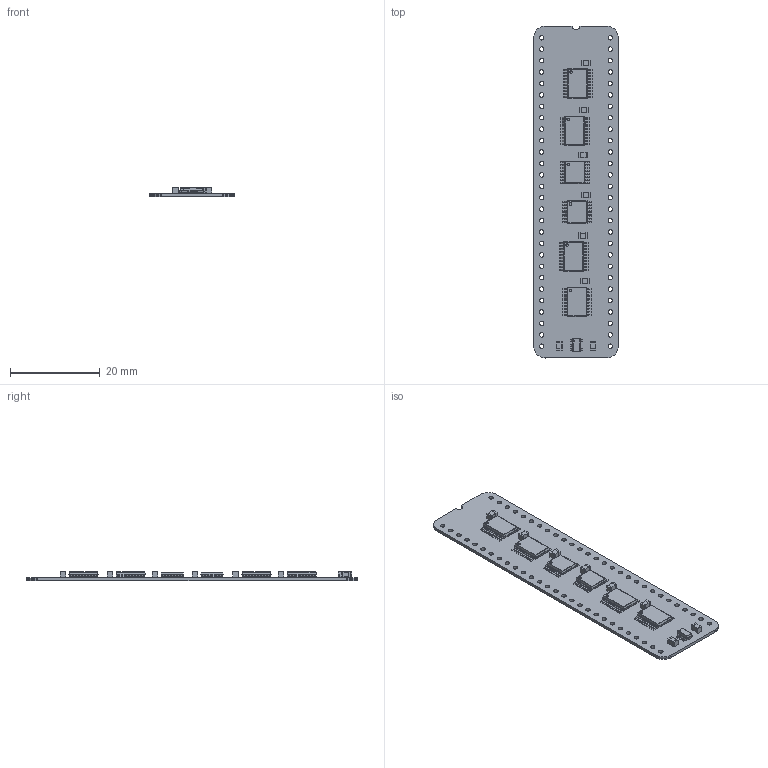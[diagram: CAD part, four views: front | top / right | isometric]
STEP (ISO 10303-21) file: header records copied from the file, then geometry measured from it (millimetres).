
FILE_DESCRIPTION(('KiCad electronic assembly'),'2;1');
FILE_NAME('Main Memory Select.step','2024-05-16T12:07:07',('Pcbnew'),( 'Kicad'),'Open CASCADE STEP processor 7.6','KiCad to STEP converter' ,'Unknown');
FILE_SCHEMA(('AUTOMOTIVE_DESIGN { 1 0 10303 214 1 1 1 1 }'));
Length unit declared in the file: millimetre
Products named in the file (10): Main Memory Select 1; C_0805_2012Metric; SOLID; MC74VHC139DR2G; COMPOUND; AP7365-33WG-7; 74VHCT573AFT; Main Memory Select PCB
Assembly tree (20 placements, depth 3):
  Main Memory Select 1
    C_0805_2012Metric  x8
      SOLID
    MC74VHC139DR2G  x2
      COMPOUND
    AP7365-33WG-7
      COMPOUND
    74VHCT573AFT  x4
      COMPOUND
    Main Memory Select PCB
Bounding box: 18.8 x 73.81 x 2.03 mm (x, y, z)
Volume: 1105.1 mm3; surface area: 3576.1 mm2
Topology: 133 solids, 133 shells, 2043 faces, 5150 edges, 3396 vertices
Faces by surface type: plane 1477, cylinder 566
Full cylindrical faces by diameter (mm): 0.2 x1, 0.55 x6, 1 x56
Entity records: 49946 total; most frequent: CARTESIAN_POINT 9792, DIRECTION 7527, LINE 4994, VECTOR 4994, ORIENTED_EDGE 3900, PCURVE 3900, DEFINITIONAL_REPRESENTATION 3900, EDGE_CURVE 1950
